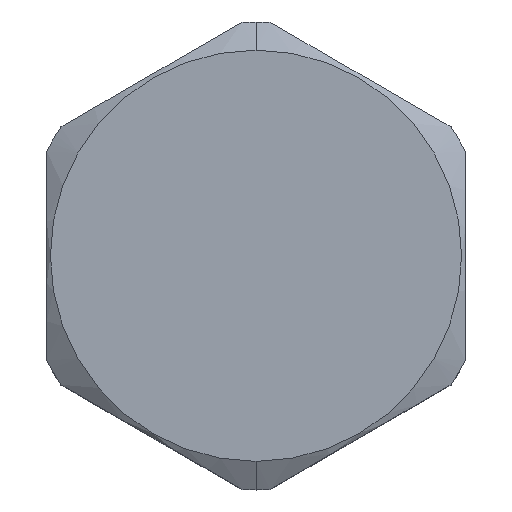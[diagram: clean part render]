
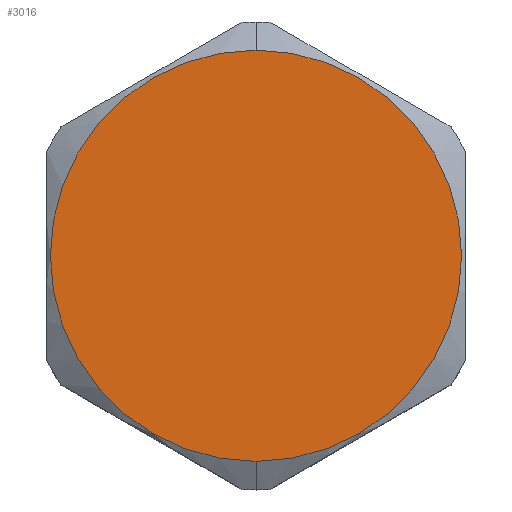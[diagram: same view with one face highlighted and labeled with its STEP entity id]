
A CAD part, top view. The second image highlights one B-rep face of the part: STEP entity #3016.
In plain terms, the highlighted planar face has unit normal (0, 0, 1).
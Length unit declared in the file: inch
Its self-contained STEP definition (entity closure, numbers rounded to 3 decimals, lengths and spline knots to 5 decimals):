
#426=CARTESIAN_POINT('',(0.,0.,4.093));
#427=DIRECTION('',(0.,0.,1.));
#428=DIRECTION('',(0.,-1.,0.));
#429=AXIS2_PLACEMENT_3D('',#426,#427,#428);
#431=CARTESIAN_POINT('',(0.,0.,4.093));
#432=DIRECTION('',(0.,0.,1.));
#433=DIRECTION('',(0.,1.,0.));
#434=AXIS2_PLACEMENT_3D('',#431,#432,#433);
#2327=CARTESIAN_POINT('',(0.,-0.43,4.093));
#2328=CARTESIAN_POINT('',(0.,0.43,4.093));
#2329=VERTEX_POINT('',#2327);
#2330=VERTEX_POINT('',#2328);
#3007=CARTESIAN_POINT('',(0.,0.,4.093));
#3008=DIRECTION('',(0.,0.,1.));
#3009=DIRECTION('',(0.,1.,0.));
#3010=AXIS2_PLACEMENT_3D('',#3007,#3008,#3009);
#3011=PLANE('',#3010);
#3012=ORIENTED_EDGE('',*,*,#2970,.F.);
#3013=ORIENTED_EDGE('',*,*,#2996,.F.);
#3014=EDGE_LOOP('',(#3012,#3013));
#3015=FACE_OUTER_BOUND('',#3014,.F.);
#3016=ADVANCED_FACE('',(#3015),#3011,.T.);
#430=CIRCLE('',#429,0.43);
#435=CIRCLE('',#434,0.43);
#2970=EDGE_CURVE('',#2329,#2330,#430,.T.);
#2996=EDGE_CURVE('',#2330,#2329,#435,.T.);
